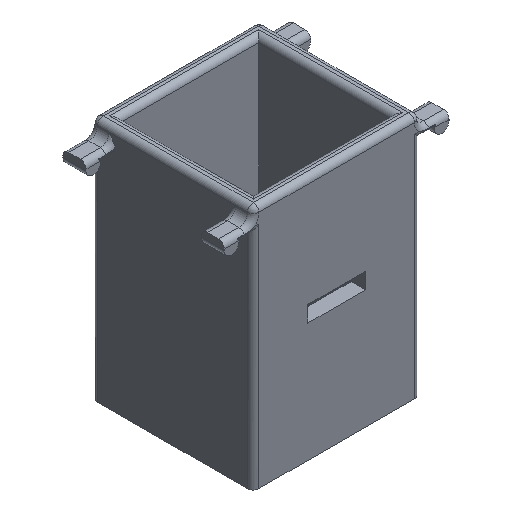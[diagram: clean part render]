
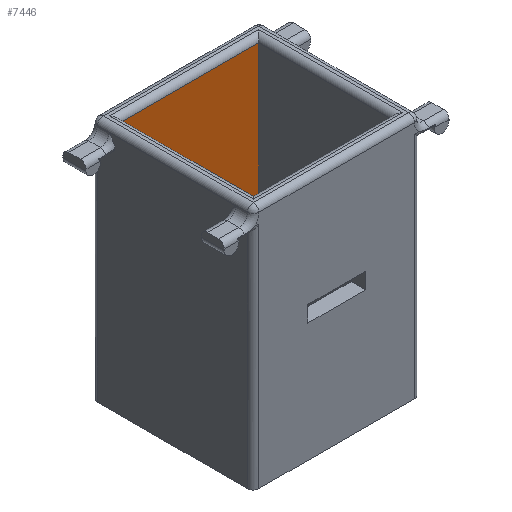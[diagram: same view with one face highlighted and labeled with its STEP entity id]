
A CAD part, isometric view. The second image highlights one B-rep face of the part: STEP entity #7446.
In plain terms, the highlighted planar face has unit normal (0, -1, 0).
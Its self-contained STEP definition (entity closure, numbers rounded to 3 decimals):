
#3577 = CYLINDRICAL_SURFACE('',#3578,2.);
#3578 = AXIS2_PLACEMENT_3D('',#3579,#3580,#3581);
#3579 = CARTESIAN_POINT('',(0.,25.,78.));
#3580 = DIRECTION('',(-1.,0.,0.));
#3581 = DIRECTION('',(0.,-1.,0.));
#4931 = PLANE('',#4932);
#4932 = AXIS2_PLACEMENT_3D('',#4933,#4934,#4935);
#4933 = CARTESIAN_POINT('',(-24.,0.,80.));
#4934 = DIRECTION('',(-1.,0.,0.));
#4935 = DIRECTION('',(0.,0.,1.));
#4959 = PLANE('',#4960);
#4960 = AXIS2_PLACEMENT_3D('',#4961,#4962,#4963);
#4961 = CARTESIAN_POINT('',(0.,0.,0.));
#4962 = DIRECTION('',(0.,0.,1.));
#4963 = DIRECTION('',(1.,0.,-0.));
#4987 = PLANE('',#4988);
#4988 = AXIS2_PLACEMENT_3D('',#4989,#4990,#4991);
#4989 = CARTESIAN_POINT('',(24.,0.,80.));
#4990 = DIRECTION('',(-1.,0.,0.));
#4991 = DIRECTION('',(0.,0.,1.));
#5785 = VERTEX_POINT('',#5786);
#5786 = CARTESIAN_POINT('',(-24.,23.,78.));
#5878 = VERTEX_POINT('',#5879);
#5879 = CARTESIAN_POINT('',(24.,23.,78.));
#5947 = EDGE_CURVE('',#5878,#5785,#5948,.T.);
#5948 = SURFACE_CURVE('',#5949,(#5953,#5960),.PCURVE_S1.);
#5949 = LINE('',#5950,#5951);
#5950 = CARTESIAN_POINT('',(0.,23.,78.));
#5951 = VECTOR('',#5952,1.);
#5952 = DIRECTION('',(-1.,0.,0.));
#5953 = PCURVE('',#3577,#5954);
#5954 = DEFINITIONAL_REPRESENTATION('',(#5955),#5959);
#5955 = LINE('',#5956,#5957);
#5956 = CARTESIAN_POINT('',(0.,0.));
#5957 = VECTOR('',#5958,1.);
#5958 = DIRECTION('',(0.,1.));
#5959 = ( GEOMETRIC_REPRESENTATION_CONTEXT(2) 
PARAMETRIC_REPRESENTATION_CONTEXT() REPRESENTATION_CONTEXT('2D SPACE',''
  ) );
#5960 = PCURVE('',#5961,#5966);
#5961 = PLANE('',#5962);
#5962 = AXIS2_PLACEMENT_3D('',#5963,#5964,#5965);
#5963 = CARTESIAN_POINT('',(0.,23.,80.));
#5964 = DIRECTION('',(0.,-1.,0.));
#5965 = DIRECTION('',(1.,0.,0.));
#5966 = DEFINITIONAL_REPRESENTATION('',(#5967),#5971);
#5967 = LINE('',#5968,#5969);
#5968 = CARTESIAN_POINT('',(0.,-2.));
#5969 = VECTOR('',#5970,1.);
#5970 = DIRECTION('',(-1.,0.));
#5971 = ( GEOMETRIC_REPRESENTATION_CONTEXT(2) 
PARAMETRIC_REPRESENTATION_CONTEXT() REPRESENTATION_CONTEXT('2D SPACE',''
  ) );
#7054 = EDGE_CURVE('',#5785,#7055,#7057,.T.);
#7055 = VERTEX_POINT('',#7056);
#7056 = CARTESIAN_POINT('',(-24.,23.,0.));
#7057 = SURFACE_CURVE('',#7058,(#7062,#7069),.PCURVE_S1.);
#7058 = LINE('',#7059,#7060);
#7059 = CARTESIAN_POINT('',(-24.,23.,80.));
#7060 = VECTOR('',#7061,1.);
#7061 = DIRECTION('',(0.,0.,-1.));
#7062 = PCURVE('',#4931,#7063);
#7063 = DEFINITIONAL_REPRESENTATION('',(#7064),#7068);
#7064 = LINE('',#7065,#7066);
#7065 = CARTESIAN_POINT('',(0.,23.));
#7066 = VECTOR('',#7067,1.);
#7067 = DIRECTION('',(-1.,0.));
#7068 = ( GEOMETRIC_REPRESENTATION_CONTEXT(2) 
PARAMETRIC_REPRESENTATION_CONTEXT() REPRESENTATION_CONTEXT('2D SPACE',''
  ) );
#7069 = PCURVE('',#5961,#7070);
#7070 = DEFINITIONAL_REPRESENTATION('',(#7071),#7075);
#7071 = LINE('',#7072,#7073);
#7072 = CARTESIAN_POINT('',(-24.,0.));
#7073 = VECTOR('',#7074,1.);
#7074 = DIRECTION('',(0.,-1.));
#7075 = ( GEOMETRIC_REPRESENTATION_CONTEXT(2) 
PARAMETRIC_REPRESENTATION_CONTEXT() REPRESENTATION_CONTEXT('2D SPACE',''
  ) );
#7225 = VERTEX_POINT('',#7226);
#7226 = CARTESIAN_POINT('',(24.,23.,0.));
#7247 = EDGE_CURVE('',#7225,#7055,#7248,.T.);
#7248 = SURFACE_CURVE('',#7249,(#7253,#7260),.PCURVE_S1.);
#7249 = LINE('',#7250,#7251);
#7250 = CARTESIAN_POINT('',(0.,23.,0.));
#7251 = VECTOR('',#7252,1.);
#7252 = DIRECTION('',(-1.,0.,0.));
#7253 = PCURVE('',#4959,#7254);
#7254 = DEFINITIONAL_REPRESENTATION('',(#7255),#7259);
#7255 = LINE('',#7256,#7257);
#7256 = CARTESIAN_POINT('',(0.,23.));
#7257 = VECTOR('',#7258,1.);
#7258 = DIRECTION('',(-1.,0.));
#7259 = ( GEOMETRIC_REPRESENTATION_CONTEXT(2) 
PARAMETRIC_REPRESENTATION_CONTEXT() REPRESENTATION_CONTEXT('2D SPACE',''
  ) );
#7260 = PCURVE('',#5961,#7261);
#7261 = DEFINITIONAL_REPRESENTATION('',(#7262),#7266);
#7262 = LINE('',#7263,#7264);
#7263 = CARTESIAN_POINT('',(0.,-80.));
#7264 = VECTOR('',#7265,1.);
#7265 = DIRECTION('',(-1.,0.));
#7266 = ( GEOMETRIC_REPRESENTATION_CONTEXT(2) 
PARAMETRIC_REPRESENTATION_CONTEXT() REPRESENTATION_CONTEXT('2D SPACE',''
  ) );
#7274 = EDGE_CURVE('',#5878,#7225,#7275,.T.);
#7275 = SURFACE_CURVE('',#7276,(#7280,#7287),.PCURVE_S1.);
#7276 = LINE('',#7277,#7278);
#7277 = CARTESIAN_POINT('',(24.,23.,80.));
#7278 = VECTOR('',#7279,1.);
#7279 = DIRECTION('',(0.,0.,-1.));
#7280 = PCURVE('',#4987,#7281);
#7281 = DEFINITIONAL_REPRESENTATION('',(#7282),#7286);
#7282 = LINE('',#7283,#7284);
#7283 = CARTESIAN_POINT('',(0.,23.));
#7284 = VECTOR('',#7285,1.);
#7285 = DIRECTION('',(-1.,0.));
#7286 = ( GEOMETRIC_REPRESENTATION_CONTEXT(2) 
PARAMETRIC_REPRESENTATION_CONTEXT() REPRESENTATION_CONTEXT('2D SPACE',''
  ) );
#7287 = PCURVE('',#5961,#7288);
#7288 = DEFINITIONAL_REPRESENTATION('',(#7289),#7293);
#7289 = LINE('',#7290,#7291);
#7290 = CARTESIAN_POINT('',(24.,0.));
#7291 = VECTOR('',#7292,1.);
#7292 = DIRECTION('',(0.,-1.));
#7293 = ( GEOMETRIC_REPRESENTATION_CONTEXT(2) 
PARAMETRIC_REPRESENTATION_CONTEXT() REPRESENTATION_CONTEXT('2D SPACE',''
  ) );
#7446 = ADVANCED_FACE('',(#7447),#5961,.T.);
#7447 = FACE_BOUND('',#7448,.T.);
#7448 = EDGE_LOOP('',(#7449,#7450,#7451,#7452));
#7449 = ORIENTED_EDGE('',*,*,#7274,.F.);
#7450 = ORIENTED_EDGE('',*,*,#5947,.T.);
#7451 = ORIENTED_EDGE('',*,*,#7054,.T.);
#7452 = ORIENTED_EDGE('',*,*,#7247,.F.);
